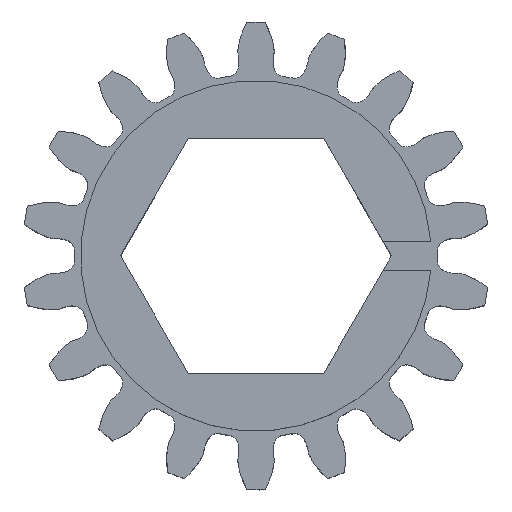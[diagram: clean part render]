
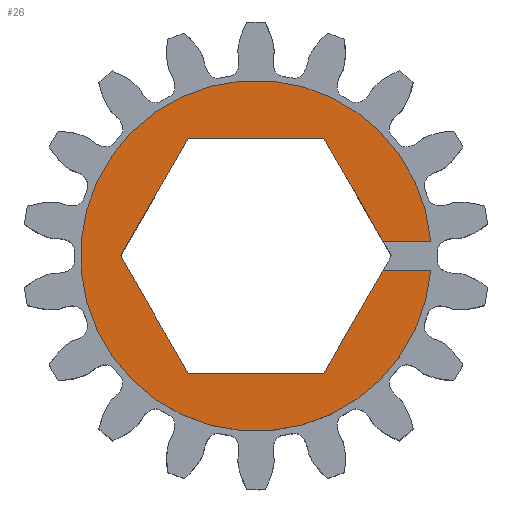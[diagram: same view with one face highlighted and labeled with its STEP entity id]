
A CAD part, top view. The second image highlights one B-rep face of the part: STEP entity #26.
In plain terms, the highlighted planar face has unit normal (0, 0, 1).
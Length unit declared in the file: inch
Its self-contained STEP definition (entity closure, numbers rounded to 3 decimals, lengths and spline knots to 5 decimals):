
#25 = CARTESIAN_POINT ( 'NONE',  ( -0.14491, 0.251, 0.249 ) ) ;
#26 = ADVANCED_FACE ( 'NONE', ( #2544 ), #5631, .T. ) ;
#440 = CARTESIAN_POINT ( 'NONE',  ( 0.15624, 0.03125, 0.249 ) ) ;
#533 = DIRECTION ( 'NONE',  ( -1., 0., 0. ) ) ;
#719 = ORIENTED_EDGE ( 'NONE', *, *, #7154, .T. ) ;
#947 = EDGE_CURVE ( 'NONE', #4132, #4785, #5143, .T. ) ;
#1027 = DIRECTION ( 'NONE',  ( -1., 0., 0. ) ) ;
#1067 = ORIENTED_EDGE ( 'NONE', *, *, #6407, .F. ) ;
#1306 = VECTOR ( 'NONE', #3421, 39.37008 ) ;
#1474 = EDGE_CURVE ( 'NONE', #1832, #6097, #7546, .T. ) ;
#1686 = LINE ( 'NONE', #5843, #7305 ) ;
#1832 = VERTEX_POINT ( 'NONE', #25 ) ;
#1859 = CARTESIAN_POINT ( 'NONE',  ( 0.3737, -0.03125, 0.249 ) ) ;
#2076 = VERTEX_POINT ( 'NONE', #3900 ) ;
#2544 = FACE_OUTER_BOUND ( 'NONE', #4934, .T. ) ;
#2552 = LINE ( 'NONE', #6187, #6697 ) ;
#2740 = CARTESIAN_POINT ( 'NONE',  ( -0.14491, -0.251, 0.249 ) ) ;
#2901 = LINE ( 'NONE', #4760, #5969 ) ;
#2963 = VECTOR ( 'NONE', #7578, 39.37008 ) ;
#3008 = CARTESIAN_POINT ( 'NONE',  ( 0.14491, -0.251, 0.249 ) ) ;
#3057 = EDGE_CURVE ( 'NONE', #5389, #4132, #5802, .T. ) ;
#3087 = CARTESIAN_POINT ( 'NONE',  ( 0.27179, 0.03125, 0.249 ) ) ;
#3092 = CARTESIAN_POINT ( 'NONE',  ( 0.3737, 0.03125, 0.249 ) ) ;
#3116 = EDGE_CURVE ( 'NONE', #6903, #2076, #2552, .T. ) ;
#3250 = DIRECTION ( 'NONE',  ( 1., 0., 0. ) ) ;
#3421 = DIRECTION ( 'NONE',  ( -0.5, -0.866, 0. ) ) ;
#3478 = VERTEX_POINT ( 'NONE', #7159 ) ;
#3688 = ORIENTED_EDGE ( 'NONE', *, *, #6445, .F. ) ;
#3720 = EDGE_CURVE ( 'NONE', #6097, #3478, #1686, .T. ) ;
#3792 = CARTESIAN_POINT ( 'NONE',  ( 0., 0., 0.249 ) ) ;
#3900 = CARTESIAN_POINT ( 'NONE',  ( 0.14491, 0.251, 0.249 ) ) ;
#3950 = VERTEX_POINT ( 'NONE', #3092 ) ;
#4040 = DIRECTION ( 'NONE',  ( 1., 0., 0. ) ) ;
#4132 = VERTEX_POINT ( 'NONE', #5991 ) ;
#4208 = ORIENTED_EDGE ( 'NONE', *, *, #5159, .F. ) ;
#4298 = DIRECTION ( 'NONE',  ( 0., 0., 1. ) ) ;
#4516 = LINE ( 'NONE', #2740, #5194 ) ;
#4654 = CARTESIAN_POINT ( 'NONE',  ( 0.14491, -0.251, 0.249 ) ) ;
#4727 = CARTESIAN_POINT ( 'NONE',  ( -0.28983, 0., 0.249 ) ) ;
#4760 = CARTESIAN_POINT ( 'NONE',  ( 0.14491, 0.251, 0.249 ) ) ;
#4785 = VERTEX_POINT ( 'NONE', #1859 ) ;
#4934 = EDGE_LOOP ( 'NONE', ( #3688, #719, #7191, #5899, #1067, #7035, #6636, #4208, #6204 ) ) ;
#5078 = VECTOR ( 'NONE', #4040, 39.37008 ) ;
#5143 = LINE ( 'NONE', #7510, #5078 ) ;
#5159 = EDGE_CURVE ( 'NONE', #2076, #1832, #2901, .T. ) ;
#5194 = VECTOR ( 'NONE', #6949, 39.37008 ) ;
#5389 = VERTEX_POINT ( 'NONE', #3008 ) ;
#5586 = CARTESIAN_POINT ( 'NONE',  ( 0., 0., 0.249 ) ) ;
#5631 = PLANE ( 'NONE',  #7664 ) ;
#5802 = LINE ( 'NONE', #4654, #2963 ) ;
#5809 = VECTOR ( 'NONE', #1027, 39.37008 ) ;
#5843 = CARTESIAN_POINT ( 'NONE',  ( -0.28983, 0., 0.249 ) ) ;
#5879 = DIRECTION ( 'NONE',  ( 0.5, -0.866, 0. ) ) ;
#5899 = ORIENTED_EDGE ( 'NONE', *, *, #3057, .F. ) ;
#5969 = VECTOR ( 'NONE', #533, 39.37008 ) ;
#5991 = CARTESIAN_POINT ( 'NONE',  ( 0.27179, -0.03125, 0.249 ) ) ;
#6046 = CIRCLE ( 'NONE', #6432, 0.375 ) ;
#6097 = VERTEX_POINT ( 'NONE', #4727 ) ;
#6187 = CARTESIAN_POINT ( 'NONE',  ( 0.28983, 0., 0.249 ) ) ;
#6204 = ORIENTED_EDGE ( 'NONE', *, *, #3116, .F. ) ;
#6367 = LINE ( 'NONE', #440, #5809 ) ;
#6407 = EDGE_CURVE ( 'NONE', #3478, #5389, #4516, .T. ) ;
#6432 = AXIS2_PLACEMENT_3D ( 'NONE', #5586, #7321, #3250 ) ;
#6445 = EDGE_CURVE ( 'NONE', #3950, #6903, #6367, .T. ) ;
#6636 = ORIENTED_EDGE ( 'NONE', *, *, #1474, .F. ) ;
#6697 = VECTOR ( 'NONE', #7337, 39.37008 ) ;
#6903 = VERTEX_POINT ( 'NONE', #3087 ) ;
#6949 = DIRECTION ( 'NONE',  ( 1., 0., 0. ) ) ;
#7014 = CARTESIAN_POINT ( 'NONE',  ( -0.14491, 0.251, 0.249 ) ) ;
#7035 = ORIENTED_EDGE ( 'NONE', *, *, #3720, .F. ) ;
#7154 = EDGE_CURVE ( 'NONE', #3950, #4785, #6046, .T. ) ;
#7159 = CARTESIAN_POINT ( 'NONE',  ( -0.14491, -0.251, 0.249 ) ) ;
#7191 = ORIENTED_EDGE ( 'NONE', *, *, #947, .F. ) ;
#7305 = VECTOR ( 'NONE', #5879, 39.37008 ) ;
#7321 = DIRECTION ( 'NONE',  ( 0., 0., 1. ) ) ;
#7337 = DIRECTION ( 'NONE',  ( -0.5, 0.866, 0. ) ) ;
#7378 = DIRECTION ( 'NONE',  ( 1., 0., 0. ) ) ;
#7510 = CARTESIAN_POINT ( 'NONE',  ( 0.15624, -0.03125, 0.249 ) ) ;
#7546 = LINE ( 'NONE', #7014, #1306 ) ;
#7578 = DIRECTION ( 'NONE',  ( 0.5, 0.866, 0. ) ) ;
#7664 = AXIS2_PLACEMENT_3D ( 'NONE', #3792, #4298, #7378 ) ;
